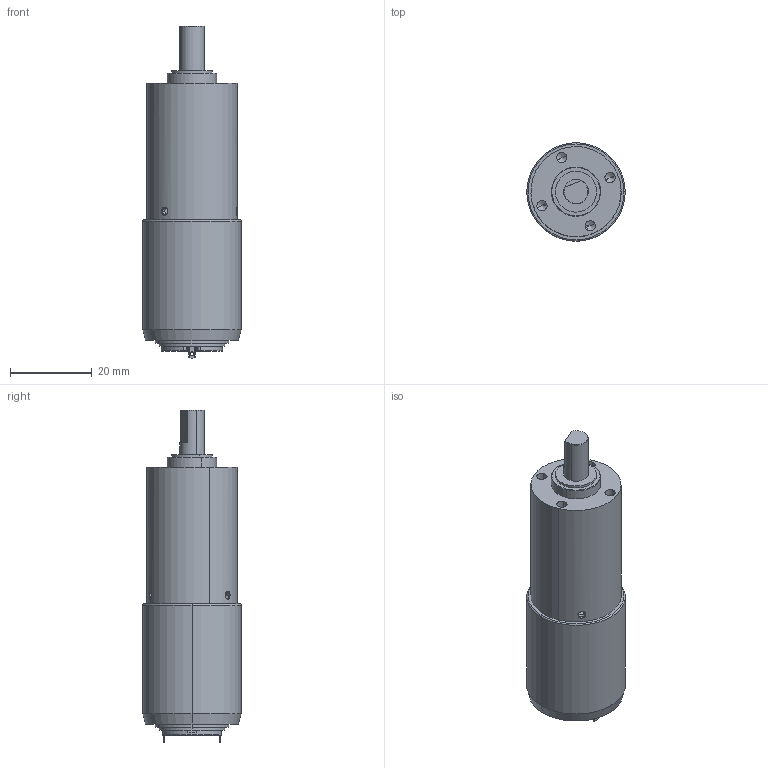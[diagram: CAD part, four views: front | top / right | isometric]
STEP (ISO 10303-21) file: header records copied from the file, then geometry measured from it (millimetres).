
FILE_DESCRIPTION (( 'STEP AP203' ), '1' );
FILE_NAME ('DCU24032+PG22C-0256.STEP', '2019-01-09T09:16:14', ( 'Sky123.Org' ), ( 'Sky123.Org' ), 'SwSTEP 2.0', 'SolidWorks 2014', '' );
FILE_SCHEMA (( 'CONFIG_CONTROL_DESIGN' ));
Length unit declared in the file: millimetre
Products named in the file (3): DCU24032; PG22C-4; DCU24032+PG22C-0256
Assembly tree (2 placements, depth 2):
  DCU24032+PG22C-0256
    DCU24032
    PG22C-4
Bounding box: 24 x 24 x 80.99 mm (x, y, z)
Volume: 25791.4 mm3; surface area: 7451.4 mm2
Topology: 4 solids, 4 shells, 201 faces, 482 edges, 294 vertices
Faces by surface type: cylinder 92, plane 61, cone 33, torus 15
Entity records: 6209 total; most frequent: CARTESIAN_POINT 1186, DIRECTION 1060, ORIENTED_EDGE 924, EDGE_CURVE 462, AXIS2_PLACEMENT_3D 414, VERTEX_POINT 294, EDGE_LOOP 236, VECTOR 232
